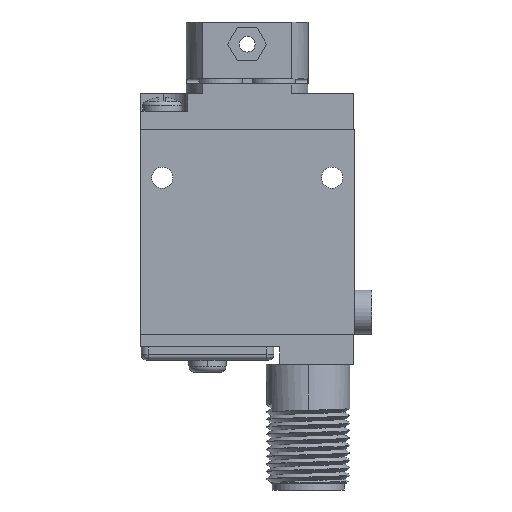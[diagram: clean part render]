
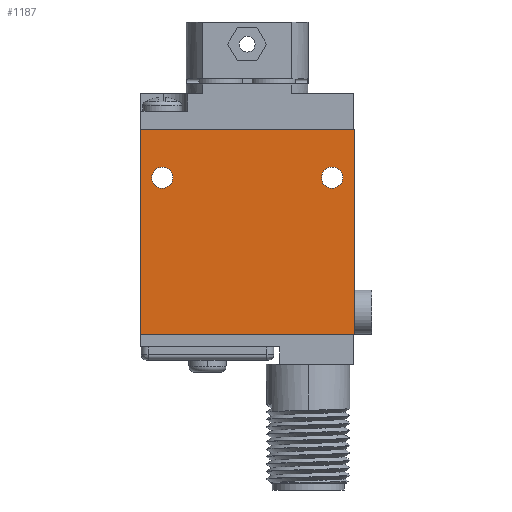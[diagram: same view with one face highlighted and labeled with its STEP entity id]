
A CAD part, left-side view. The second image highlights one B-rep face of the part: STEP entity #1187.
In plain terms, the highlighted face is planar.
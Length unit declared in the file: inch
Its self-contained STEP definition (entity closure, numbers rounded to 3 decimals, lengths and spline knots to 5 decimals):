
#2=DIRECTION('',(1.,0.,0.));
#3=VECTOR('',#2,1.16);
#4=CARTESIAN_POINT('',(0.,0.,-0.236));
#5=LINE('',#4,#3);
#6=DIRECTION('',(0.,1.,0.));
#7=VECTOR('',#6,1.21);
#8=CARTESIAN_POINT('',(1.16,0.,-0.236));
#9=LINE('',#8,#7);
#10=DIRECTION('',(-1.,0.,0.));
#11=VECTOR('',#10,1.16);
#12=CARTESIAN_POINT('',(1.16,1.21,-0.236));
#13=LINE('',#12,#11);
#14=DIRECTION('',(0.,-1.,0.));
#15=VECTOR('',#14,1.21);
#16=CARTESIAN_POINT('',(0.,1.21,-0.236));
#17=LINE('',#16,#15);
#18=CARTESIAN_POINT('',(0.275,1.085,-0.236));
#19=DIRECTION('',(0.,0.,1.));
#20=DIRECTION('',(1.,0.,0.));
#21=AXIS2_PLACEMENT_3D('',#18,#19,#20);
#23=CARTESIAN_POINT('',(0.275,1.085,-0.236));
#24=DIRECTION('',(0.,0.,1.));
#25=DIRECTION('',(-1.,0.,0.));
#26=AXIS2_PLACEMENT_3D('',#23,#24,#25);
#28=CARTESIAN_POINT('',(0.275,0.125,-0.236));
#29=DIRECTION('',(0.,0.,1.));
#30=DIRECTION('',(1.,0.,0.));
#31=AXIS2_PLACEMENT_3D('',#28,#29,#30);
#33=CARTESIAN_POINT('',(0.275,0.125,-0.236));
#34=DIRECTION('',(0.,0.,1.));
#35=DIRECTION('',(-1.,0.,0.));
#36=AXIS2_PLACEMENT_3D('',#33,#34,#35);
#896=CARTESIAN_POINT('',(0.,0.,-0.236));
#897=CARTESIAN_POINT('',(1.16,0.,-0.236));
#898=VERTEX_POINT('',#896);
#899=VERTEX_POINT('',#897);
#900=CARTESIAN_POINT('',(1.16,1.21,-0.236));
#901=VERTEX_POINT('',#900);
#902=CARTESIAN_POINT('',(0.,1.21,-0.236));
#903=VERTEX_POINT('',#902);
#920=CARTESIAN_POINT('',(0.335,1.085,-0.236));
#921=CARTESIAN_POINT('',(0.215,1.085,-0.236));
#922=VERTEX_POINT('',#920);
#923=VERTEX_POINT('',#921);
#924=CARTESIAN_POINT('',(0.335,0.125,-0.236));
#925=CARTESIAN_POINT('',(0.215,0.125,-0.236));
#926=VERTEX_POINT('',#924);
#927=VERTEX_POINT('',#925);
#1160=CARTESIAN_POINT('',(0.,0.,-0.236));
#1161=DIRECTION('',(0.,0.,1.));
#1162=DIRECTION('',(1.,0.,0.));
#1163=AXIS2_PLACEMENT_3D('',#1160,#1161,#1162);
#1164=PLANE('',#1163);
#1166=ORIENTED_EDGE('',*,*,#1165,.T.);
#1168=ORIENTED_EDGE('',*,*,#1167,.T.);
#1170=ORIENTED_EDGE('',*,*,#1169,.T.);
#1172=ORIENTED_EDGE('',*,*,#1171,.T.);
#1173=EDGE_LOOP('',(#1166,#1168,#1170,#1172));
#1174=FACE_OUTER_BOUND('',#1173,.F.);
#1176=ORIENTED_EDGE('',*,*,#1175,.F.);
#1178=ORIENTED_EDGE('',*,*,#1177,.F.);
#1179=EDGE_LOOP('',(#1176,#1178));
#1180=FACE_BOUND('',#1179,.F.);
#1182=ORIENTED_EDGE('',*,*,#1181,.F.);
#1184=ORIENTED_EDGE('',*,*,#1183,.F.);
#1185=EDGE_LOOP('',(#1182,#1184));
#1186=FACE_BOUND('',#1185,.F.);
#1187=ADVANCED_FACE('',(#1174,#1180,#1186),#1164,.F.);
#22=CIRCLE('',#21,0.06);
#27=CIRCLE('',#26,0.06);
#32=CIRCLE('',#31,0.06);
#37=CIRCLE('',#36,0.06);
#1165=EDGE_CURVE('',#898,#899,#5,.T.);
#1167=EDGE_CURVE('',#899,#901,#9,.T.);
#1169=EDGE_CURVE('',#901,#903,#13,.T.);
#1171=EDGE_CURVE('',#903,#898,#17,.T.);
#1175=EDGE_CURVE('',#922,#923,#22,.T.);
#1177=EDGE_CURVE('',#923,#922,#27,.T.);
#1181=EDGE_CURVE('',#926,#927,#32,.T.);
#1183=EDGE_CURVE('',#927,#926,#37,.T.);
